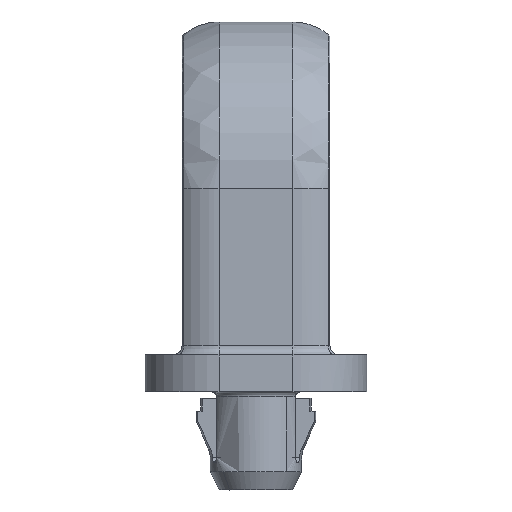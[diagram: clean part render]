
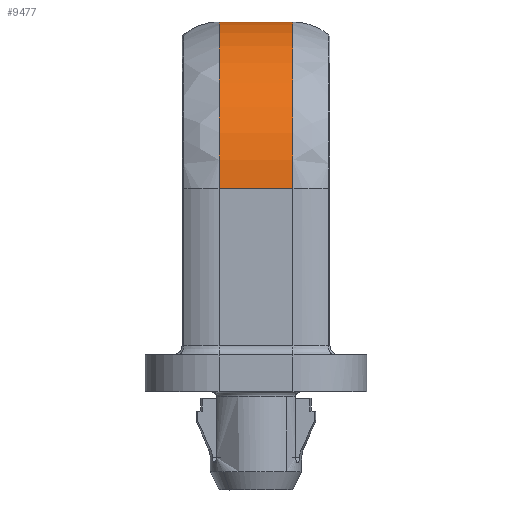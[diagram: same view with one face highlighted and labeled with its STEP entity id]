
A CAD part, left-side view. The second image highlights one B-rep face of the part: STEP entity #9477.
In plain terms, the highlighted free-form (B-spline) face has degree [1, 2] with [2, 3] control points.
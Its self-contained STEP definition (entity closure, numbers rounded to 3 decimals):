
#9090=CARTESIAN_POINT('',(-38.0,-4.,50.6));
#9091=VERTEX_POINT('',#9090);
#9098=CARTESIAN_POINT('',(-38.0,4.0,50.6));
#9099=VERTEX_POINT('',#9098);
#9105=CARTESIAN_POINT('',(-38.0,4.0,50.6));
#9106=CARTESIAN_POINT('',(-38.0,-4.,50.6));
#9107=QUASI_UNIFORM_CURVE('',1,(#9105,#9106),.UNSPECIFIED.,.F.,.U.);
#9108=EDGE_CURVE('',#9099,#9091,#9107,.T.);
#9417=CARTESIAN_POINT('',(-37.529,-4.2,50.594));
#9418=CARTESIAN_POINT('',(-37.529,4.205,50.594));
#9419=CARTESIAN_POINT('',(-57.35,-4.2,51.113));
#9420=CARTESIAN_POINT('',(-57.35,4.205,51.113));
#9421=CARTESIAN_POINT('',(-55.955,-4.2,31.334));
#9422=CARTESIAN_POINT('',(-55.955,4.205,31.334));
#9430=(BOUNDED_SURFACE()B_SPLINE_SURFACE(1,2,((#9417,#9419,#9421),(#9418,#9420,#9422)),.UNSPECIFIED.,.F.,.F.,.U.)B_SPLINE_SURFACE_WITH_KNOTS((2,2),(3,3),(0.0,8.405),(0.0,31.881),.UNSPECIFIED.)GEOMETRIC_REPRESENTATION_ITEM()RATIONAL_B_SPLINE_SURFACE(((1.0,0.671,0.996),(1.0,0.671,0.996)))REPRESENTATION_ITEM('')SURFACE());
#9431=ORIENTED_EDGE('',*,*,#9108,.F.);
#9432=CARTESIAN_POINT('',(-56.0,4.0,32.6));
#9433=VERTEX_POINT('',#9432);
#9434=CARTESIAN_POINT('',(-56.0,4.0,32.6));
#9435=CARTESIAN_POINT('',(-56.,4.,33.741));
#9436=CARTESIAN_POINT('',(-55.842,4.0,35.398));
#9437=CARTESIAN_POINT('',(-55.254,4.,37.872));
#9438=CARTESIAN_POINT('',(-54.521,4.,39.883));
#9439=CARTESIAN_POINT('',(-53.404,4.,42.005));
#9440=CARTESIAN_POINT('',(-52.198,4.,43.728));
#9441=CARTESIAN_POINT('',(-50.684,4.,45.44));
#9442=CARTESIAN_POINT('',(-48.743,4.,47.146));
#9443=CARTESIAN_POINT('',(-46.356,4.,48.627));
#9444=CARTESIAN_POINT('',(-43.907,4.,49.658));
#9445=CARTESIAN_POINT('',(-41.203,4.,50.398));
#9446=CARTESIAN_POINT('',(-39.215,4.,50.6));
#9447=CARTESIAN_POINT('',(-38.0,4.0,50.6));
#9448=B_SPLINE_CURVE_WITH_KNOTS('',3,(#9434,#9435,#9436,#9437,#9438,#9439,#9440,#9441,#9442,#9443,#9444,#9445,#9446,#9447),.UNSPECIFIED.,.F.,.U.,(4,1,1,1,1,1,1,1,1,1,1,4),(0.,3.424,4.97,7.621,9.83,12.149,13.916,16.677,19.88,22.31,24.63,28.274),.UNSPECIFIED.);
#9449=EDGE_CURVE('',#9433,#9099,#9448,.T.);
#9450=ORIENTED_EDGE('',*,*,#9449,.F.);
#9451=CARTESIAN_POINT('',(-56.0,-4.,32.6));
#9452=VERTEX_POINT('',#9451);
#9453=CARTESIAN_POINT('',(-56.0,4.0,32.6));
#9454=CARTESIAN_POINT('',(-56.0,-4.,32.6));
#9455=QUASI_UNIFORM_CURVE('',1,(#9453,#9454),.UNSPECIFIED.,.F.,.U.);
#9456=EDGE_CURVE('',#9433,#9452,#9455,.T.);
#9457=ORIENTED_EDGE('',*,*,#9456,.T.);
#9458=CARTESIAN_POINT('',(-56.0,-4.,32.6));
#9459=CARTESIAN_POINT('',(-56.,-4.,33.741));
#9460=CARTESIAN_POINT('',(-55.842,-4.,35.398));
#9461=CARTESIAN_POINT('',(-55.254,-4.,37.872));
#9462=CARTESIAN_POINT('',(-54.521,-4.,39.883));
#9463=CARTESIAN_POINT('',(-53.404,-4.,42.005));
#9464=CARTESIAN_POINT('',(-52.198,-4.,43.728));
#9465=CARTESIAN_POINT('',(-50.684,-4.,45.44));
#9466=CARTESIAN_POINT('',(-48.743,-4.,47.146));
#9467=CARTESIAN_POINT('',(-46.356,-4.,48.627));
#9468=CARTESIAN_POINT('',(-43.907,-4.,49.658));
#9469=CARTESIAN_POINT('',(-41.203,-4.,50.398));
#9470=CARTESIAN_POINT('',(-39.215,-4.,50.6));
#9471=CARTESIAN_POINT('',(-38.0,-4.,50.6));
#9472=B_SPLINE_CURVE_WITH_KNOTS('',3,(#9458,#9459,#9460,#9461,#9462,#9463,#9464,#9465,#9466,#9467,#9468,#9469,#9470,#9471),.UNSPECIFIED.,.F.,.U.,(4,1,1,1,1,1,1,1,1,1,1,4),(0.,3.424,4.97,7.621,9.83,12.149,13.916,16.677,19.88,22.31,24.63,28.274),.UNSPECIFIED.);
#9473=EDGE_CURVE('',#9452,#9091,#9472,.T.);
#9474=ORIENTED_EDGE('',*,*,#9473,.T.);
#9475=EDGE_LOOP('',(#9431,#9450,#9457,#9474));
#9476=FACE_OUTER_BOUND('',#9475,.T.);
#9477=ADVANCED_FACE('',(#9476),#9430,.T.);
